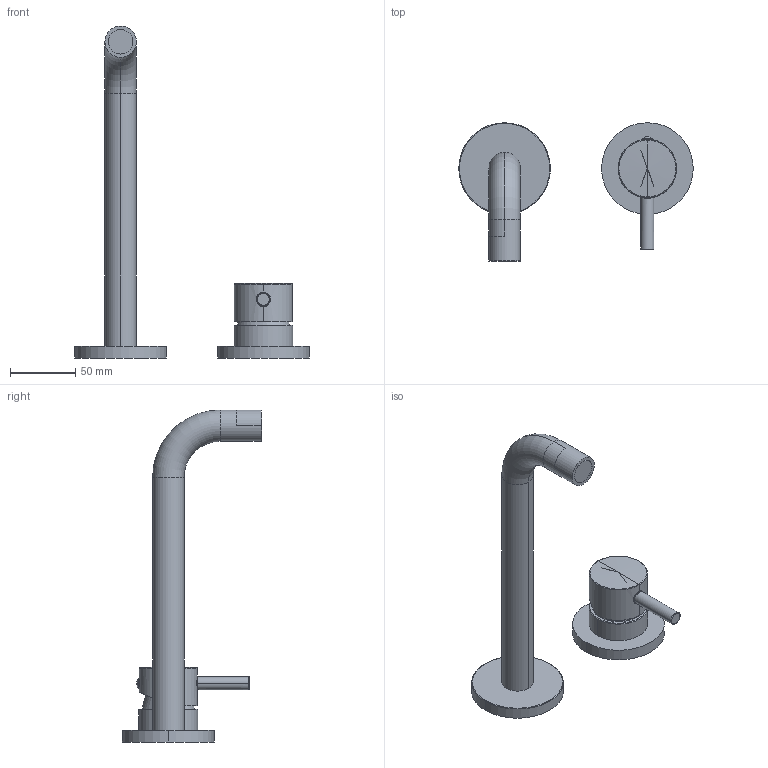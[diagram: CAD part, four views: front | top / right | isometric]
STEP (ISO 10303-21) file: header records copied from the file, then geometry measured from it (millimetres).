
FILE_DESCRIPTION((''),'2;1');
FILE_NAME('SK007CR70','2021-01-15T16:21:37',('ut3'),('PAFFONI SpA'),'CREO PARAMETRIC BY PTC INC, 2020044','CREO PARAMETRIC BY PTC INC, 2020044','');
FILE_SCHEMA(('CONFIG_CONTROL_DESIGN','SHAPE_APPEARANCE_LAYERS_GROUPS'));
Length unit declared in the file: millimetre
Products named in the file (1): SK007CR70
Bounding box: 179 x 106.2 x 253.5 mm (x, y, z)
Volume: 254203.3 mm3; surface area: 56046.3 mm2
Topology: 2 solids, 2 shells, 173 faces, 415 edges, 242 vertices
Faces by surface type: cylinder 50, plane 42, torus 26, bspline 24, sphere 18, cone 13
Entity records: 8171 total; most frequent: CARTESIAN_POINT 3045, ORIENTED_EDGE 822, DIRECTION 798, EDGE_CURVE 411, AXIS2_PLACEMENT_3D 332, VERTEX_POINT 242, CIRCLE 183, EDGE_LOOP 181
